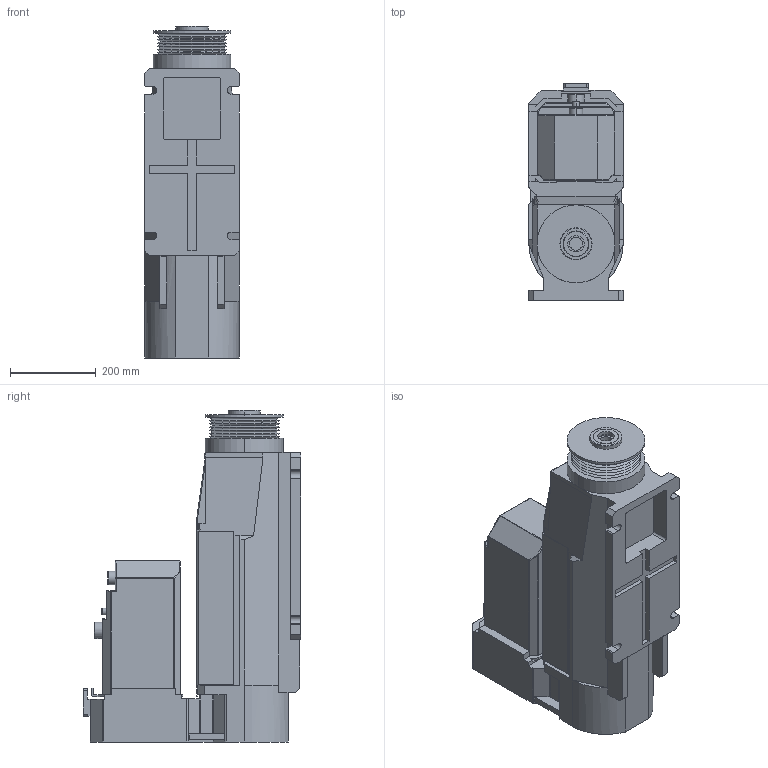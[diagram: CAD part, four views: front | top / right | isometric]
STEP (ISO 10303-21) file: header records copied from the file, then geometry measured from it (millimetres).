
FILE_DESCRIPTION (( 'STEP AP203' ), '1' );
FILE_NAME ('JPU-3004CL外形図.STEP', '2007-05-30T04:54:24', ( '' ), ( '' ), 'SwSTEP 2.0', 'SolidWorks 2006104', '' );
FILE_SCHEMA (( 'CONFIG_CONTROL_DESIGN' ));
Length unit declared in the file: millimetre
Products named in the file (3): JPU-3004CL外形図; 僕儍僶儔_棉太倌; JPU-3004CL_蹬怮椔
Assembly tree (2 placements, depth 2):
  JPU-3004CL外形図
    僕儍僶儔_棉太倌
    JPU-3004CL_蹬怮椔
Bounding box: 220 x 508 x 775 mm (x, y, z)
Volume: 49714531.7 mm3; surface area: 1557264 mm2
Topology: 2 solids, 2 shells, 496 faces, 1253 edges, 761 vertices
Faces by surface type: plane 235, cone 146, cylinder 91, bspline 24
Entity records: 16635 total; most frequent: CARTESIAN_POINT 4405, DIRECTION 2524, ORIENTED_EDGE 2486, EDGE_CURVE 1243, VECTOR 864, LINE 864, AXIS2_PLACEMENT_3D 830, VERTEX_POINT 761
